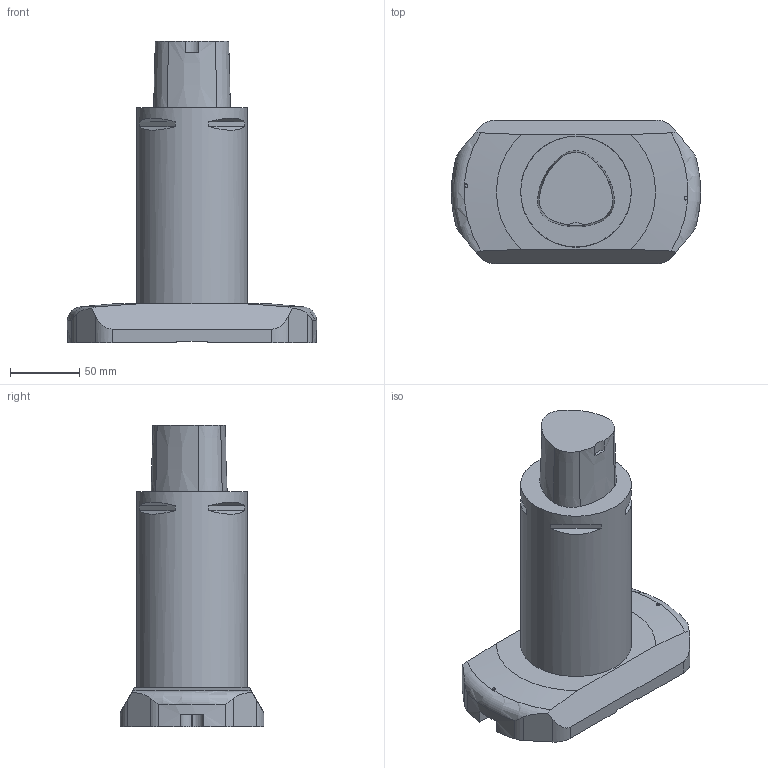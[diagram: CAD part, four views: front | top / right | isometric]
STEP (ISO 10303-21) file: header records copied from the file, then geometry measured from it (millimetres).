
FILE_DESCRIPTION(/* description */ (''),/* implementation_level */ '2;1');
FILE_NAME(/* name */ '1563182421394.stp',/* time_stamp */ '2019-07-15T11:20:27+02:00',/* author */ (''),/* organization */ ('SMS'),/* preprocessor_version */ 'ST-DEVELOPER v16.7',/* originating_system */ 'SIEMENS PLM Software NX 12.0',/* authorisation */ '');
FILE_SCHEMA (('AUTOMOTIVE_DESIGN { 1 0 10303 214 3 1 1 1 }'));
Length unit declared in the file: millimetre
Products named in the file (1): 111166888mod000_01
Bounding box: 180 x 104 x 218 mm (x, y, z)
Volume: 1237901.4 mm3; surface area: 91686.2 mm2
Topology: 1 solids, 1 shells, 69 faces, 179 edges, 124 vertices
Faces by surface type: plane 37, cylinder 20, cone 10, torus 2
Full cylindrical faces by diameter (mm): 2.5 x2, 80 x1
Entity records: 2426 total; most frequent: CARTESIAN_POINT 660, DIRECTION 362, ORIENTED_EDGE 348, EDGE_CURVE 174, AXIS2_PLACEMENT_3D 136, VERTEX_POINT 118, LINE 90, VECTOR 90
